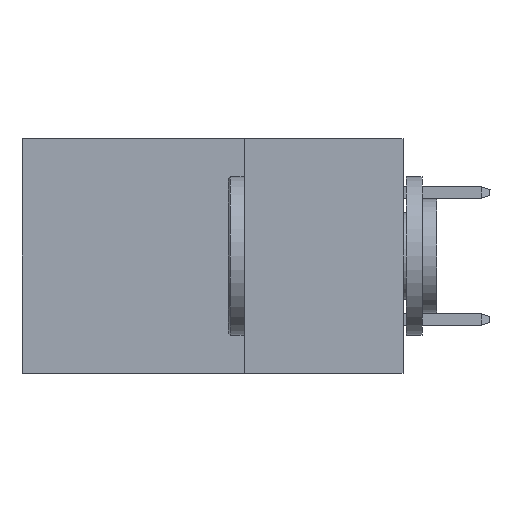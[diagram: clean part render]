
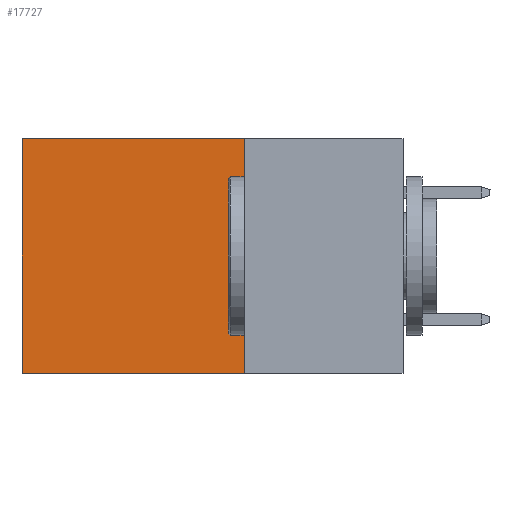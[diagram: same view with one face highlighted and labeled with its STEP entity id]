
A CAD part, left-side view. The second image highlights one B-rep face of the part: STEP entity #17727.
In plain terms, the highlighted planar face has unit normal (-1, 0, 0).
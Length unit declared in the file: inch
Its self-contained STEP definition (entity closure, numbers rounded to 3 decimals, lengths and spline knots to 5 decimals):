
#2986 = EDGE_CURVE ( 'NONE', #17827, #17889, #27372, .T. ) ;
#4973 = DIRECTION ( 'NONE',  ( 0., 1., 0. ) ) ;
#6421 = EDGE_CURVE ( 'NONE', #9199, #17827, #16400, .T. ) ;
#8133 = DIRECTION ( 'NONE',  ( 0., 1., 0. ) ) ;
#8805 = VERTEX_POINT ( 'NONE', #23182 ) ;
#9199 = VERTEX_POINT ( 'NONE', #16657 ) ;
#13357 = CARTESIAN_POINT ( 'NONE',  ( 0.2875, 0.6, -0.37 ) ) ;
#14905 = PLANE ( 'NONE',  #25068 ) ;
#16400 = LINE ( 'NONE', #23077, #19879 ) ;
#16657 = CARTESIAN_POINT ( 'NONE',  ( 0.2875, 0.25, 0. ) ) ;
#17727 = ADVANCED_FACE ( 'NONE', ( #21389 ), #14905, .F. ) ;
#17827 = VERTEX_POINT ( 'NONE', #35117 ) ;
#17889 = VERTEX_POINT ( 'NONE', #13357 ) ;
#18086 = EDGE_CURVE ( 'NONE', #9199, #8805, #31464, .T. ) ;
#18493 = EDGE_LOOP ( 'NONE', ( #26852, #23786, #31006, #32730 ) ) ;
#19169 = VECTOR ( 'NONE', #8133, 39.37008 ) ;
#19879 = VECTOR ( 'NONE', #4973, 39.37008 ) ;
#21215 = EDGE_CURVE ( 'NONE', #8805, #17889, #22436, .T. ) ;
#21389 = FACE_OUTER_BOUND ( 'NONE', #18493, .T. ) ;
#21484 = CARTESIAN_POINT ( 'NONE',  ( 0.2875, 0.6, 0. ) ) ;
#22436 = LINE ( 'NONE', #37279, #19169 ) ;
#23077 = CARTESIAN_POINT ( 'NONE',  ( 0.2875, 0.25, 0. ) ) ;
#23182 = CARTESIAN_POINT ( 'NONE',  ( 0.2875, 0.25, -0.37 ) ) ;
#23689 = DIRECTION ( 'NONE',  ( 1., 0., 0. ) ) ;
#23786 = ORIENTED_EDGE ( 'NONE', *, *, #21215, .F. ) ;
#25068 = AXIS2_PLACEMENT_3D ( 'NONE', #29387, #23689, #35295 ) ;
#26129 = DIRECTION ( 'NONE',  ( 0., 0., -1. ) ) ;
#26852 = ORIENTED_EDGE ( 'NONE', *, *, #2986, .T. ) ;
#27372 = LINE ( 'NONE', #21484, #32441 ) ;
#28969 = CARTESIAN_POINT ( 'NONE',  ( 0.2875, 0.25, 0. ) ) ;
#29387 = CARTESIAN_POINT ( 'NONE',  ( 0.2875, 0.25, 0. ) ) ;
#30553 = VECTOR ( 'NONE', #26129, 39.37008 ) ;
#31006 = ORIENTED_EDGE ( 'NONE', *, *, #18086, .F. ) ;
#31464 = LINE ( 'NONE', #28969, #30553 ) ;
#32441 = VECTOR ( 'NONE', #35943, 39.37008 ) ;
#32730 = ORIENTED_EDGE ( 'NONE', *, *, #6421, .T. ) ;
#35117 = CARTESIAN_POINT ( 'NONE',  ( 0.2875, 0.6, 0. ) ) ;
#35295 = DIRECTION ( 'NONE',  ( 0., 0., -1. ) ) ;
#35943 = DIRECTION ( 'NONE',  ( 0., 0., -1. ) ) ;
#37279 = CARTESIAN_POINT ( 'NONE',  ( 0.2875, 0.25, -0.37 ) ) ;
